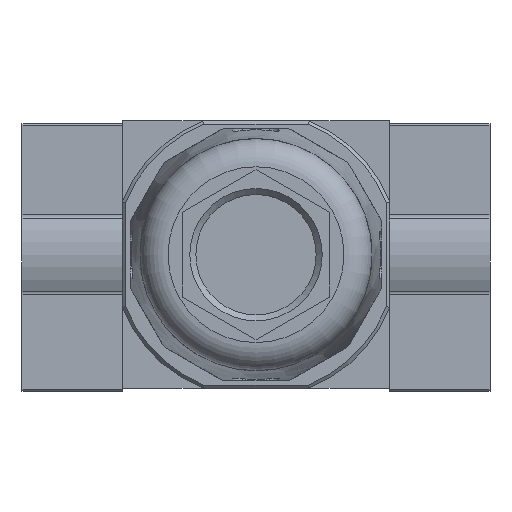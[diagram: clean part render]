
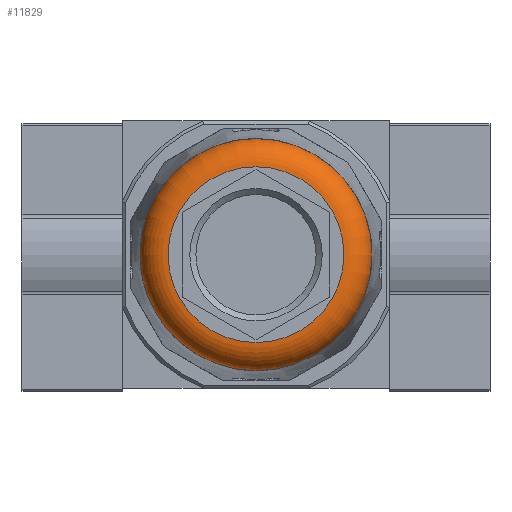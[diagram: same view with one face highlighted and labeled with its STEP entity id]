
A CAD part, front view. The second image highlights one B-rep face of the part: STEP entity #11829.
In plain terms, the highlighted toroidal (fillet/blend) face has major radius 13.15 mm and minor radius 4.2 mm.
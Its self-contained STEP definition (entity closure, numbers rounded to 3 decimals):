
#94=TOROIDAL_SURFACE('',#12639,13.15,4.2);
#3352=ORIENTED_EDGE('',*,*,#4695,.T.);
#3353=ORIENTED_EDGE('',*,*,#5250,.F.);
#4695=EDGE_CURVE('',#5911,#5911,#6644,.T.);
#5250=EDGE_CURVE('',#6266,#6266,#6829,.T.);
#5911=VERTEX_POINT('',#16496);
#6266=VERTEX_POINT('',#18111);
#6644=CIRCLE('',#12236,17.35);
#6829=CIRCLE('',#12638,13.15);
#7319=EDGE_LOOP('',(#3352));
#7320=EDGE_LOOP('',(#3353));
#7965=FACE_BOUND('',#7319,.T.);
#7966=FACE_BOUND('',#7320,.T.);
#11829=ADVANCED_FACE('',(#7965,#7966),#94,.T.);
#12236=AXIS2_PLACEMENT_3D('',#16495,#13455,#13456);
#12638=AXIS2_PLACEMENT_3D('',#18110,#14473,#14474);
#12639=AXIS2_PLACEMENT_3D('',#18124,#14481,#14482);
#13455=DIRECTION('',(0.,-1.,0.));
#13456=DIRECTION('',(0.,0.,-1.));
#14473=DIRECTION('',(0.,-1.,0.));
#14474=DIRECTION('',(0.,0.,-1.));
#14481=DIRECTION('',(0.,-1.,0.));
#14482=DIRECTION('',(0.,0.,-1.));
#16495=CARTESIAN_POINT('',(0.,-114.8,0.));
#16496=CARTESIAN_POINT('',(0.,-114.8,-17.35));
#18110=CARTESIAN_POINT('',(0.,-119.,0.));
#18111=CARTESIAN_POINT('',(0.,-119.,-13.15));
#18124=CARTESIAN_POINT('',(0.,-114.8,0.));
